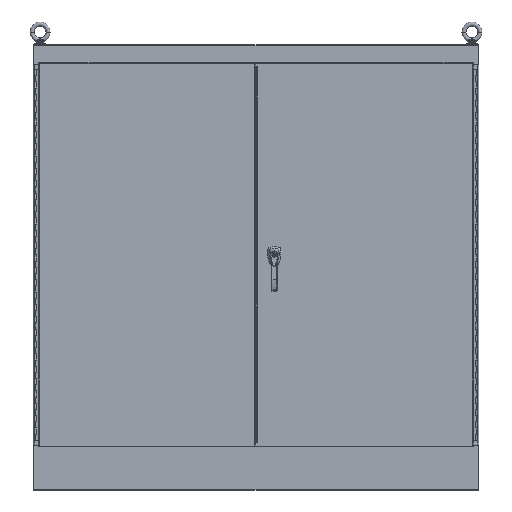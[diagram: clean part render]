
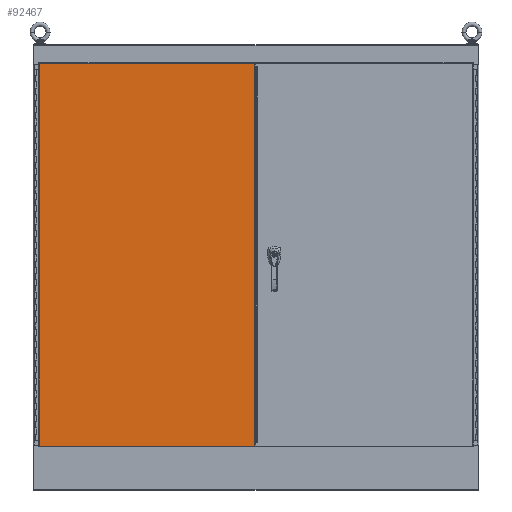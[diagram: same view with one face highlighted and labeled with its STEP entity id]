
A CAD part, front view. The second image highlights one B-rep face of the part: STEP entity #92467.
In plain terms, the highlighted planar face has unit normal (0, -1, 0).
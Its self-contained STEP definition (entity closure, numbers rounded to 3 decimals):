
#4267 = AXIS2_PLACEMENT_3D ( 'NONE', #39886, #54979, #19168 ) ;
#5529 = VECTOR ( 'NONE', #5842, 39.37 ) ;
#5842 = DIRECTION ( 'NONE',  ( 0., 0., -1. ) ) ;
#7712 = VERTEX_POINT ( 'NONE', #43455 ) ;
#11118 = CARTESIAN_POINT ( 'NONE',  ( -35.075, -10.13, 68.951 ) ) ;
#11169 = PLANE ( 'NONE',  #4267 ) ;
#11988 = DIRECTION ( 'NONE',  ( 0., 0., -1. ) ) ;
#12044 = CARTESIAN_POINT ( 'NONE',  ( -0.268, -10.13, 68.951 ) ) ;
#12324 = DIRECTION ( 'NONE',  ( 1., 0., 0. ) ) ;
#17629 = LINE ( 'NONE', #82200, #32707 ) ;
#19168 = DIRECTION ( 'NONE',  ( 0., 0., 1. ) ) ;
#20015 = VERTEX_POINT ( 'NONE', #51133 ) ;
#20901 = CARTESIAN_POINT ( 'NONE',  ( -0.268, -10.13, 68.951 ) ) ;
#28582 = VECTOR ( 'NONE', #12324, 39.37 ) ;
#32707 = VECTOR ( 'NONE', #11988, 39.37 ) ;
#32794 = DIRECTION ( 'NONE',  ( 0., 0., 1. ) ) ;
#33593 = VERTEX_POINT ( 'NONE', #87502 ) ;
#33707 = EDGE_CURVE ( 'NONE', #33593, #86196, #75677, .T. ) ;
#38440 = VECTOR ( 'NONE', #32794, 39.37 ) ;
#39714 = CARTESIAN_POINT ( 'NONE',  ( -35.075, -10.13, 7.111 ) ) ;
#39886 = CARTESIAN_POINT ( 'NONE',  ( -35.075, -10.13, 68.951 ) ) ;
#41025 = EDGE_CURVE ( 'NONE', #20015, #55333, #71813, .T. ) ;
#42590 = VECTOR ( 'NONE', #72435, 39.37 ) ;
#43455 = CARTESIAN_POINT ( 'NONE',  ( -0.268, -10.13, 68.951 ) ) ;
#43659 = LINE ( 'NONE', #39714, #42590 ) ;
#44747 = VERTEX_POINT ( 'NONE', #70708 ) ;
#45017 = ORIENTED_EDGE ( 'NONE', *, *, #72019, .F. ) ;
#48433 = VECTOR ( 'NONE', #91678, 39.37 ) ;
#49313 = EDGE_LOOP ( 'NONE', ( #89021, #63104, #67621, #57668, #75981, #45017 ) ) ;
#51133 = CARTESIAN_POINT ( 'NONE',  ( -0.268, -10.13, 68.576 ) ) ;
#51929 = EDGE_CURVE ( 'NONE', #86196, #7712, #84439, .T. ) ;
#54038 = FACE_OUTER_BOUND ( 'NONE', #49313, .T. ) ;
#54538 = CARTESIAN_POINT ( 'NONE',  ( -35.075, -10.13, 68.951 ) ) ;
#54979 = DIRECTION ( 'NONE',  ( 0., 1., 0. ) ) ;
#55333 = VERTEX_POINT ( 'NONE', #57129 ) ;
#57129 = CARTESIAN_POINT ( 'NONE',  ( -0.268, -10.13, 7.485 ) ) ;
#57668 = ORIENTED_EDGE ( 'NONE', *, *, #51929, .F. ) ;
#62278 = CARTESIAN_POINT ( 'NONE',  ( -35.075, -10.13, 68.951 ) ) ;
#63104 = ORIENTED_EDGE ( 'NONE', *, *, #41025, .F. ) ;
#67621 = ORIENTED_EDGE ( 'NONE', *, *, #85308, .F. ) ;
#70708 = CARTESIAN_POINT ( 'NONE',  ( -0.268, -10.13, 7.111 ) ) ;
#71813 = LINE ( 'NONE', #20901, #5529 ) ;
#72019 = EDGE_CURVE ( 'NONE', #44747, #33593, #43659, .T. ) ;
#72435 = DIRECTION ( 'NONE',  ( -1., 0., 0. ) ) ;
#75677 = LINE ( 'NONE', #11118, #38440 ) ;
#75981 = ORIENTED_EDGE ( 'NONE', *, *, #33707, .F. ) ;
#76140 = LINE ( 'NONE', #12044, #48433 ) ;
#82200 = CARTESIAN_POINT ( 'NONE',  ( -0.268, -10.13, 68.951 ) ) ;
#84439 = LINE ( 'NONE', #62278, #28582 ) ;
#85308 = EDGE_CURVE ( 'NONE', #7712, #20015, #76140, .T. ) ;
#86196 = VERTEX_POINT ( 'NONE', #54538 ) ;
#87502 = CARTESIAN_POINT ( 'NONE',  ( -35.075, -10.13, 7.111 ) ) ;
#89021 = ORIENTED_EDGE ( 'NONE', *, *, #91703, .F. ) ;
#91678 = DIRECTION ( 'NONE',  ( 0., 0., -1. ) ) ;
#91703 = EDGE_CURVE ( 'NONE', #55333, #44747, #17629, .T. ) ;
#92467 = ADVANCED_FACE ( 'NONE', ( #54038 ), #11169, .F. ) ;
